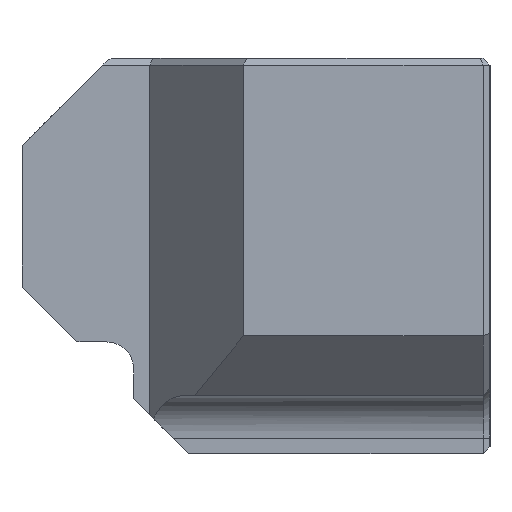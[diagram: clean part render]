
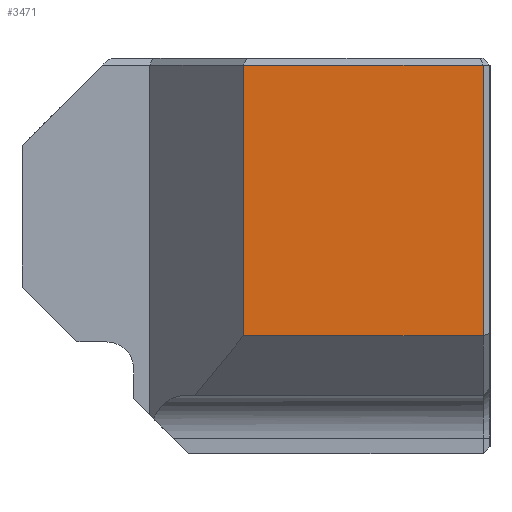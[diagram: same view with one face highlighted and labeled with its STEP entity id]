
A CAD part, left-side view. The second image highlights one B-rep face of the part: STEP entity #3471.
In plain terms, the highlighted planar face has unit normal (-1, 0, 0).
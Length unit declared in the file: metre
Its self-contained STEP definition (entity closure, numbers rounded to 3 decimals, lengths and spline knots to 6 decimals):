
#79=PLANE('',#3797);
#494=LINE('',#5516,#857);
#571=LINE('',#5733,#934);
#572=LINE('',#5735,#935);
#573=LINE('',#5737,#936);
#857=VECTOR('',#4384,1.);
#934=VECTOR('',#4637,1.);
#935=VECTOR('',#4638,1.);
#936=VECTOR('',#4639,1.);
#1649=ORIENTED_EDGE('',*,*,#2316,.T.);
#1650=ORIENTED_EDGE('',*,*,#2421,.T.);
#1651=ORIENTED_EDGE('',*,*,#2422,.F.);
#1652=ORIENTED_EDGE('',*,*,#2423,.F.);
#2316=EDGE_CURVE('',#2760,#2759,#494,.T.);
#2421=EDGE_CURVE('',#2759,#2807,#571,.T.);
#2422=EDGE_CURVE('',#2808,#2807,#572,.T.);
#2423=EDGE_CURVE('',#2760,#2808,#573,.T.);
#2759=VERTEX_POINT('',#5515);
#2760=VERTEX_POINT('',#5517);
#2807=VERTEX_POINT('',#5734);
#2808=VERTEX_POINT('',#5736);
#2998=EDGE_LOOP('',(#1649,#1650,#1651,#1652));
#3217=FACE_BOUND('',#2998,.T.);
#3471=ADVANCED_FACE('',(#3217),#79,.T.);
#3797=AXIS2_PLACEMENT_3D('',#5732,#4635,#4636);
#4384=DIRECTION('',(0.,0.,1.));
#4635=DIRECTION('',(-1.,0.,0.));
#4636=DIRECTION('',(0.,0.,-1.));
#4637=DIRECTION('',(0.,1.,0.));
#4638=DIRECTION('',(0.,0.,1.));
#4639=DIRECTION('',(0.,1.,0.));
#5515=CARTESIAN_POINT('',(0.325336,0.272839,-0.040815));
#5516=CARTESIAN_POINT('',(0.325336,0.272839,-0.057006));
#5517=CARTESIAN_POINT('',(0.325336,0.272839,-0.06095));
#5732=CARTESIAN_POINT('',(0.325336,0.289907,-0.057006));
#5733=CARTESIAN_POINT('',(0.325336,0.290672,-0.040815));
#5734=CARTESIAN_POINT('',(0.325336,0.290672,-0.040815));
#5735=CARTESIAN_POINT('',(0.325336,0.290672,-0.29488));
#5736=CARTESIAN_POINT('',(0.325336,0.290672,-0.06095));
#5737=CARTESIAN_POINT('',(0.325336,0.283569,-0.06095));
